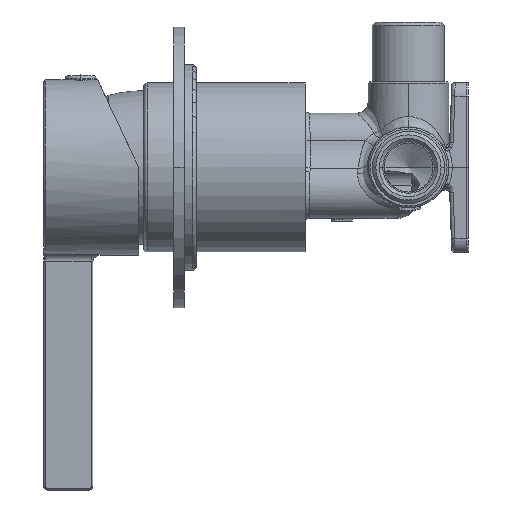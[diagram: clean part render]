
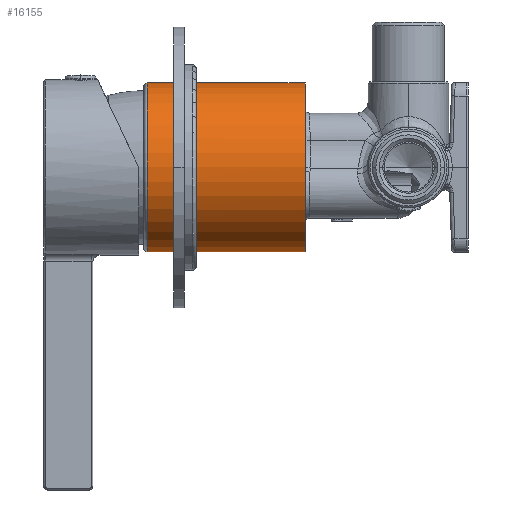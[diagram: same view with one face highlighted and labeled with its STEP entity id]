
A CAD part, left-side view. The second image highlights one B-rep face of the part: STEP entity #16155.
In plain terms, the highlighted cylindrical face has radius 24.1 mm (diameter 48.2 mm), a partial arc.
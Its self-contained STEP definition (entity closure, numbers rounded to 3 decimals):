
#15909=CARTESIAN_POINT('',(0.,0.,0.));
#15910=DIRECTION('',(0.,0.,-1.));
#15911=DIRECTION('',(0.,-1.,0.));
#15912=AXIS2_PLACEMENT_3D('',#15909,#15910,#15911);
#15929=DIRECTION('',(0.,0.,-1.));
#15930=VECTOR('',#15929,45.);
#15931=CARTESIAN_POINT('',(0.,-24.1,0.));
#15932=LINE('',#15931,#15930);
#15933=CARTESIAN_POINT('',(0.,0.,-45.));
#15934=DIRECTION('',(0.,0.,1.));
#15935=DIRECTION('',(0.,1.,0.));
#15936=AXIS2_PLACEMENT_3D('',#15933,#15934,#15935);
#15938=CARTESIAN_POINT('',(0.,0.,-45.));
#15939=DIRECTION('',(0.,0.,1.));
#15940=DIRECTION('',(-0.005,-1.,0.));
#15941=AXIS2_PLACEMENT_3D('',#15938,#15939,#15940);
#15973=DIRECTION('',(0.,0.,-1.));
#15974=VECTOR('',#15973,45.);
#15975=CARTESIAN_POINT('',(0.,24.1,0.));
#15976=LINE('',#15975,#15974);
#16073=CARTESIAN_POINT('',(0.,-24.1,0.));
#16074=CARTESIAN_POINT('',(0.,24.1,0.));
#16075=VERTEX_POINT('',#16073);
#16076=VERTEX_POINT('',#16074);
#16081=CARTESIAN_POINT('',(0.,24.1,-45.));
#16082=CARTESIAN_POINT('',(-0.133,-24.1,-45.));
#16083=VERTEX_POINT('',#16081);
#16084=VERTEX_POINT('',#16082);
#16085=CARTESIAN_POINT('',(0.,-24.1,-45.));
#16086=VERTEX_POINT('',#16085);
#16139=CARTESIAN_POINT('',(0.,0.,-48.3));
#16140=DIRECTION('',(0.,0.,1.));
#16141=DIRECTION('',(0.,1.,0.));
#16142=AXIS2_PLACEMENT_3D('',#16139,#16140,#16141);
#16143=CYLINDRICAL_SURFACE('',#16142,24.1);
#16145=ORIENTED_EDGE('',*,*,#16144,.F.);
#16147=ORIENTED_EDGE('',*,*,#16146,.F.);
#16149=ORIENTED_EDGE('',*,*,#16148,.F.);
#16150=ORIENTED_EDGE('',*,*,#16126,.F.);
#16152=ORIENTED_EDGE('',*,*,#16151,.T.);
#16153=EDGE_LOOP('',(#16145,#16147,#16149,#16150,#16152));
#16154=FACE_OUTER_BOUND('',#16153,.F.);
#15913=CIRCLE('',#15912,24.1);
#15937=CIRCLE('',#15936,24.1);
#15942=CIRCLE('',#15941,24.1);
#16126=EDGE_CURVE('',#16075,#16076,#15913,.T.);
#16144=EDGE_CURVE('',#16084,#16086,#15942,.T.);
#16146=EDGE_CURVE('',#16083,#16084,#15937,.T.);
#16148=EDGE_CURVE('',#16076,#16083,#15976,.T.);
#16151=EDGE_CURVE('',#16075,#16086,#15932,.T.);
#16155=ADVANCED_FACE('',(#16154),#16143,.T.);
